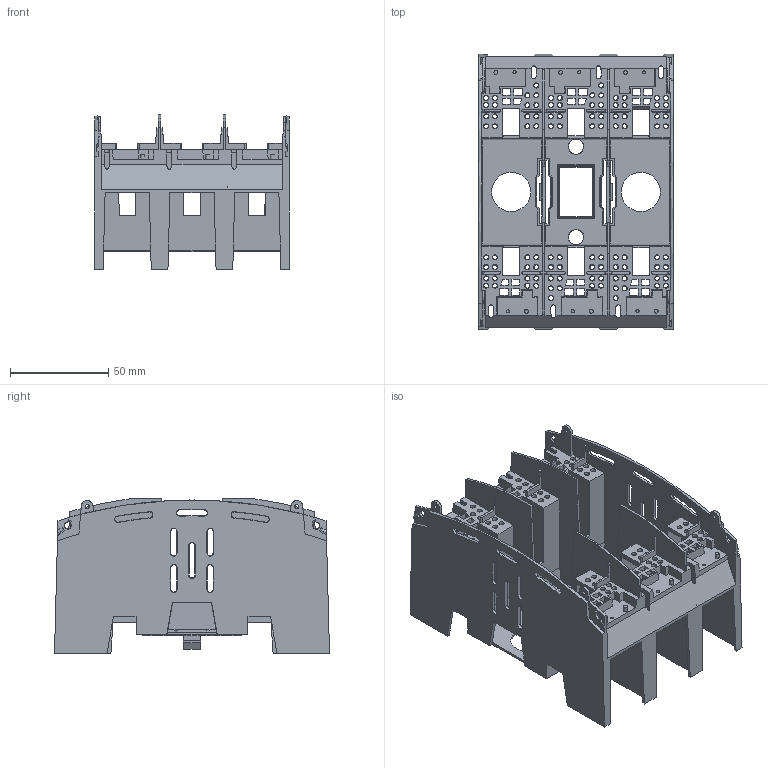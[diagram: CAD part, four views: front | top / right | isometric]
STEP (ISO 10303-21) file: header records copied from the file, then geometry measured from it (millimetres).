
FILE_DESCRIPTION(/* description */ (''),/* implementation_level */ '2;1');
FILE_NAME(/* name */ '3NX3144_000154051_stp.stp',/* time_stamp */ '2024-10-14T15:06:56+02:00',/* author */ (''),/* organization */ (''),/* preprocessor_version */ 'ST-DEVELOPER v18.101',/* originating_system */ 'SIEMENS PLM Software NX 2007',/* authorisation */ '');
FILE_SCHEMA (('AUTOMOTIVE_DESIGN { 1 0 10303 214 3 1 1 1 }'));
Length unit declared in the file: millimetre
Products named in the file (1): 3NX3144_000154051_stp
Bounding box: 99 x 140 x 78.6 mm (x, y, z)
Volume: 83525.3 mm3; surface area: 119861.4 mm2
Topology: 2 solids, 2 shells, 930 faces, 2976 edges, 2016 vertices
Faces by surface type: plane 681, cone 208, cylinder 40, bspline 1
Full cylindrical faces by diameter (mm): 2 x4
Entity records: 38733 total; most frequent: CARTESIAN_POINT 5961, ORIENTED_EDGE 5508, DIRECTION 5078, EDGE_CURVE 2754, LINE 2202, VECTOR 2202, VERTEX_POINT 1914, AXIS2_PLACEMENT_3D 1438
